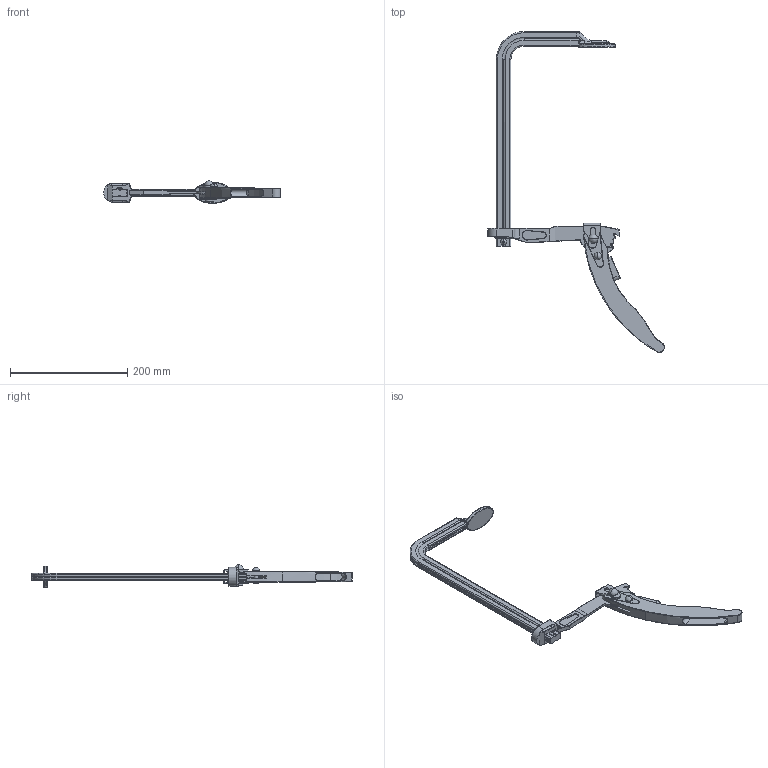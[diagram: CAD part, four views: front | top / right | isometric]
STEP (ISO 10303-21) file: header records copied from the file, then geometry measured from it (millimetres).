
FILE_DESCRIPTION (( 'STEP AP214' ), '1' );
FILE_NAME ('GH-30L.STEP', '2025-12-23T03:45:10', ( '' ), ( '' ), 'SwSTEP 2.0', 'SolidWorks 2016', '' );
FILE_SCHEMA (( 'AUTOMOTIVE_DESIGN' ));
Length unit declared in the file: millimetre
Products named in the file (9): 錨璃7; 錨璃13; G30L08; G30L01; G30L05; 錨璃10; 錨璃14; 錨璃8; GH-30L
Assembly tree (8 placements, depth 2):
  GH-30L
    G30L08
    G30L05
    G30L01
    錨璃7
    錨璃10
    錨璃13
    錨璃8
    錨璃14
Bounding box: 301.7 x 547.15 x 38.92 mm (x, y, z)
Volume: 299280.8 mm3; surface area: 98762.6 mm2
Topology: 8 solids, 8 shells, 614 faces, 1467 edges, 845 vertices
Faces by surface type: cylinder 259, torus 118, plane 112, bspline 78, sphere 38, cone 9
Entity records: 22347 total; most frequent: CARTESIAN_POINT 8599, DIRECTION 2861, ORIENTED_EDGE 2842, EDGE_CURVE 1421, AXIS2_PLACEMENT_3D 1182, VERTEX_POINT 829, EDGE_LOOP 638, CIRCLE 635
